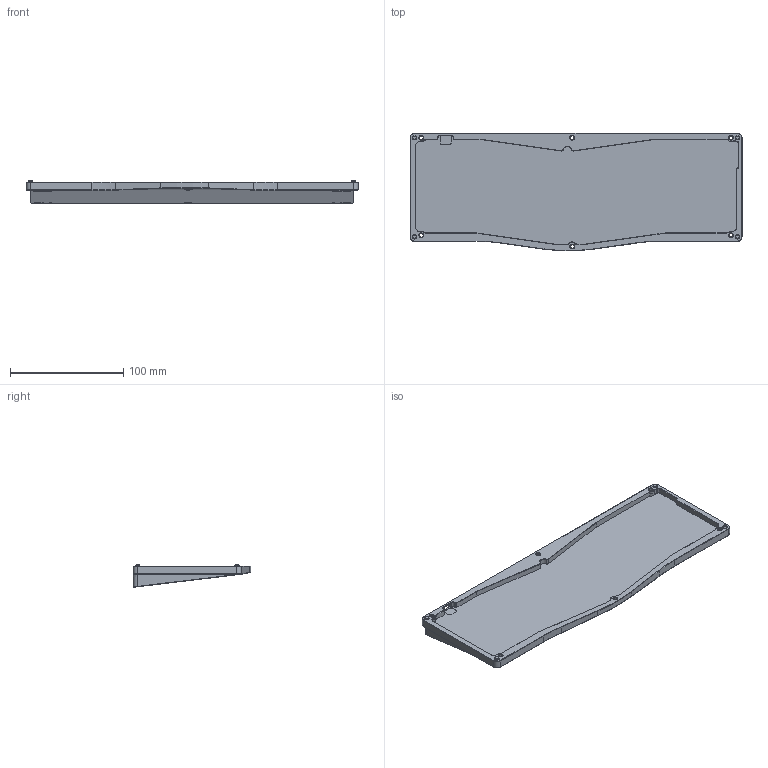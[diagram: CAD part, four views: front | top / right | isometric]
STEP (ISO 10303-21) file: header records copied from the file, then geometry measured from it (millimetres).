
FILE_DESCRIPTION(/* description */ (''),/* implementation_level */ '2;1');
FILE_NAME(/* name */ 'PrimeEBotHex.step',/* time_stamp */ '2021-11-22T00:52:42+01:00',/* author */ (''),/* organization */ (''),/* preprocessor_version */ 'ST-DEVELOPER v18.1',/* originating_system */ 'Autodesk Translation Framework v10.10.0.1391',/* authorisation */ '');
FILE_SCHEMA (('AUTOMOTIVE_DESIGN { 1 0 10303 214 3 1 1 }'));
Length unit declared in the file: millimetre
Products named in the file (2): Prime E; Bottom
Assembly tree (1 placements, depth 2):
  Prime E
    Bottom
Bounding box: 292.61 x 103.69 x 19.85 mm (x, y, z)
Volume: 239724.8 mm3; surface area: 71464.5 mm2
Topology: 1 solids, 1 shells, 239 faces, 573 edges, 349 vertices
Faces by surface type: plane 93, cylinder 72, cone 60, bspline 14
Full cylindrical faces by diameter (mm): 3.25 x6, 4 x4, 5.8 x5, 8.1 x4
Entity records: 7466 total; most frequent: CARTESIAN_POINT 1809, DIRECTION 1193, ORIENTED_EDGE 1146, EDGE_CURVE 573, AXIS2_PLACEMENT_3D 433, VERTEX_POINT 349, LINE 327, VECTOR 327
